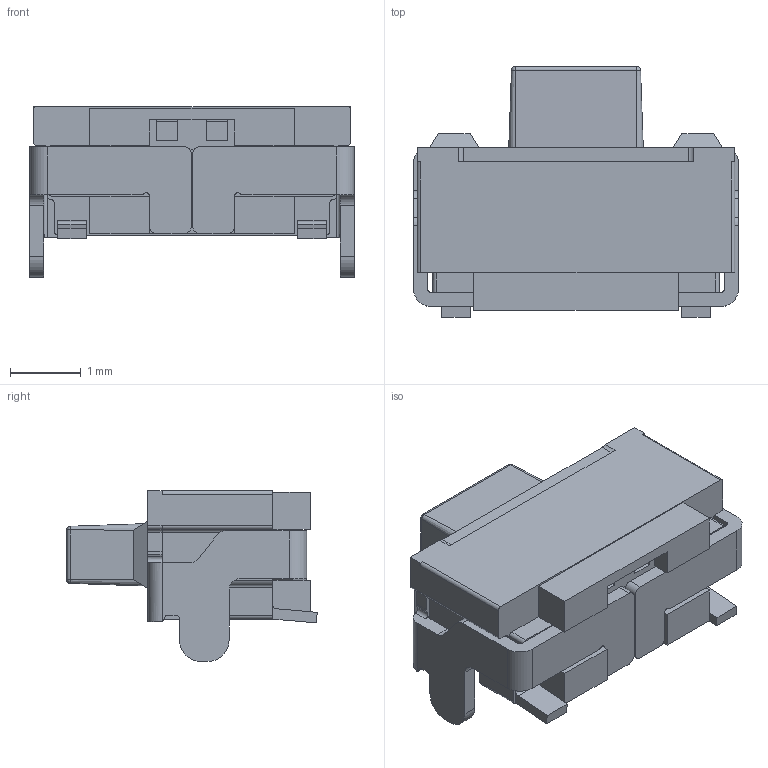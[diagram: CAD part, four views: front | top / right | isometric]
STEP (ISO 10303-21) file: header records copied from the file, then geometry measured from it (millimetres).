
FILE_DESCRIPTION(/* description */ (''),/* implementation_level */ '2;1');
FILE_NAME(/* name */ '1ts003a-3d-v5.step',/* time_stamp */ '2020-09-03T21:40:26+02:00',/* author */ (''),/* organization */ (''),/* preprocessor_version */ 'ST-DEVELOPER v18.1',/* originating_system */ 'Autodesk Translation Framework v9.3.0.1241',/* authorisation */ '');
FILE_SCHEMA (('AUTOMOTIVE_DESIGN { 1 0 10303 214 3 1 1 }'));
Length unit declared in the file: millimetre
Products named in the file (1): 1ts003a-3d
Bounding box: 4.6 x 3.55 x 2.42 mm (x, y, z)
Volume: 18.7 mm3; surface area: 73.9 mm2
Topology: 1 solids, 5 shells, 305 faces, 848 edges, 554 vertices
Faces by surface type: plane 199, cylinder 88, bspline 16, cone 2
Entity records: 10707 total; most frequent: CARTESIAN_POINT 2674, ORIENTED_EDGE 1696, DIRECTION 1586, EDGE_CURVE 848, LINE 622, VECTOR 622, VERTEX_POINT 554, AXIS2_PLACEMENT_3D 482
